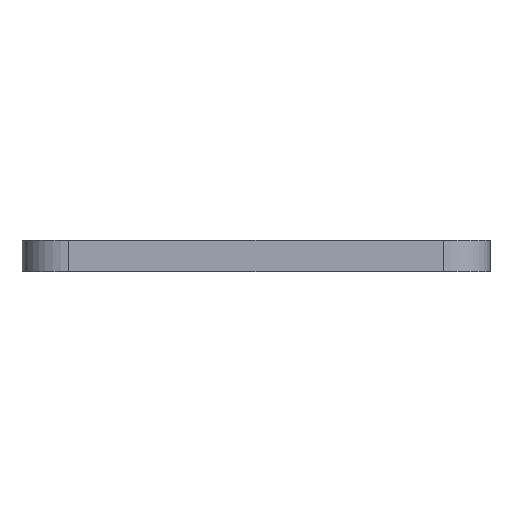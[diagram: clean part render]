
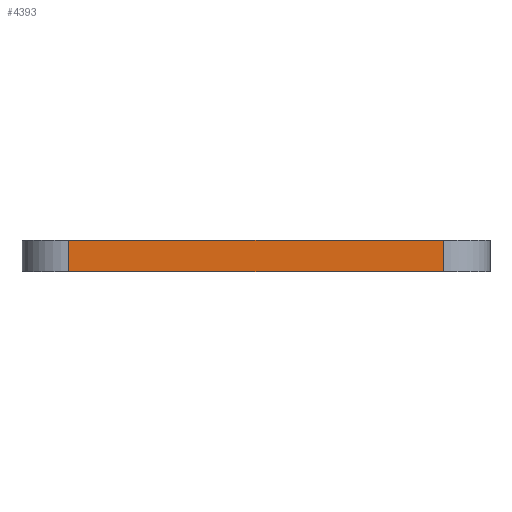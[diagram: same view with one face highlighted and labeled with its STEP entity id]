
A CAD part, left-side view. The second image highlights one B-rep face of the part: STEP entity #4393.
In plain terms, the highlighted planar face has unit normal (-1, 0, 0).
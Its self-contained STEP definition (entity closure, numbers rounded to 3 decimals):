
#21 = LINE ( 'NONE', #2767, #4770 ) ;
#123 = EDGE_LOOP ( 'NONE', ( #3050, #2163, #192, #2254 ) ) ;
#192 = ORIENTED_EDGE ( 'NONE', *, *, #875, .T. ) ;
#803 = VERTEX_POINT ( 'NONE', #3047 ) ;
#875 = EDGE_CURVE ( 'NONE', #803, #2105, #2507, .T. ) ;
#1314 = VECTOR ( 'NONE', #3942, 1000. ) ;
#1433 = CARTESIAN_POINT ( 'NONE',  ( -15.875, 0., 0. ) ) ;
#1446 = CARTESIAN_POINT ( 'NONE',  ( -15.875, 0., 2.15 ) ) ;
#1522 = DIRECTION ( 'NONE',  ( 0., 0., 1. ) ) ;
#1623 = CARTESIAN_POINT ( 'NONE',  ( -15.875, 0., 47.051 ) ) ;
#2105 = VERTEX_POINT ( 'NONE', #4541 ) ;
#2163 = ORIENTED_EDGE ( 'NONE', *, *, #2934, .T. ) ;
#2206 = DIRECTION ( 'NONE',  ( 0., -1., 0. ) ) ;
#2254 = ORIENTED_EDGE ( 'NONE', *, *, #2455, .T. ) ;
#2394 = LINE ( 'NONE', #1446, #1314 ) ;
#2455 = EDGE_CURVE ( 'NONE', #2105, #5262, #21, .T. ) ;
#2507 = LINE ( 'NONE', #1433, #4619 ) ;
#2767 = CARTESIAN_POINT ( 'NONE',  ( -15.875, -12.7, 47.051 ) ) ;
#2934 = EDGE_CURVE ( 'NONE', #3815, #803, #4706, .T. ) ;
#3047 = CARTESIAN_POINT ( 'NONE',  ( -15.875, 12.7, 0. ) ) ;
#3050 = ORIENTED_EDGE ( 'NONE', *, *, #3610, .F. ) ;
#3370 = AXIS2_PLACEMENT_3D ( 'NONE', #1623, #4141, #4946 ) ;
#3585 = CARTESIAN_POINT ( 'NONE',  ( -15.875, -12.7, 2.15 ) ) ;
#3610 = EDGE_CURVE ( 'NONE', #3815, #5262, #2394, .T. ) ;
#3786 = FACE_OUTER_BOUND ( 'NONE', #123, .T. ) ;
#3815 = VERTEX_POINT ( 'NONE', #4196 ) ;
#3942 = DIRECTION ( 'NONE',  ( 0., -1., 0. ) ) ;
#4141 = DIRECTION ( 'NONE',  ( 1., 0., 0. ) ) ;
#4164 = DIRECTION ( 'NONE',  ( 0., 0., -1. ) ) ;
#4187 = CARTESIAN_POINT ( 'NONE',  ( -15.875, 12.7, 47.051 ) ) ;
#4196 = CARTESIAN_POINT ( 'NONE',  ( -15.875, 12.7, 2.15 ) ) ;
#4393 = ADVANCED_FACE ( 'NONE', ( #3786 ), #4559, .F. ) ;
#4541 = CARTESIAN_POINT ( 'NONE',  ( -15.875, -12.7, 0. ) ) ;
#4559 = PLANE ( 'NONE',  #3370 ) ;
#4619 = VECTOR ( 'NONE', #2206, 1000. ) ;
#4706 = LINE ( 'NONE', #4187, #4831 ) ;
#4770 = VECTOR ( 'NONE', #1522, 1000. ) ;
#4831 = VECTOR ( 'NONE', #4164, 1000. ) ;
#4946 = DIRECTION ( 'NONE',  ( 0., 0., -1. ) ) ;
#5262 = VERTEX_POINT ( 'NONE', #3585 ) ;
